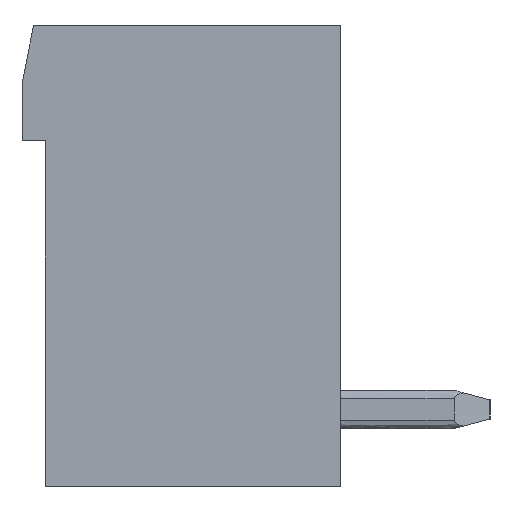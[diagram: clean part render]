
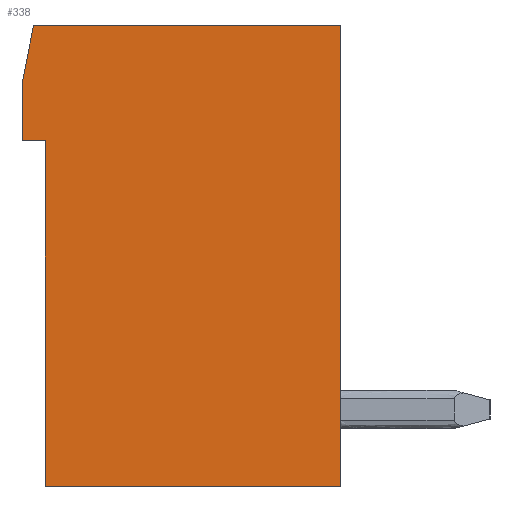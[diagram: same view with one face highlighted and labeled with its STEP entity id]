
A CAD part, left-side view. The second image highlights one B-rep face of the part: STEP entity #338.
In plain terms, the highlighted planar face has unit normal (-1, 0, 0).
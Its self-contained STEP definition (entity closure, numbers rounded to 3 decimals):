
#275=CARTESIAN_POINT('',(-30.48,0.,0.));
#276=DIRECTION('',(0.,0.,-1.));
#277=DIRECTION('',(-1.,-0.,-0.));
#278=AXIS2_PLACEMENT_3D('',#275,#277,#276);
#279=PLANE('',#278);
#280=CARTESIAN_POINT('',(-30.48,3.85,-4.5));
#281=VERTEX_POINT('',#280);
#282=CARTESIAN_POINT('',(-30.48,-3.85,-4.5));
#283=VERTEX_POINT('',#282);
#284=CARTESIAN_POINT('',(-30.48,3.85,-4.5));
#285=DIRECTION('',(0.,-1.,0.));
#286=VECTOR('',#285,7.7);
#287=LINE('',#284,#286);
#288=EDGE_CURVE('',#281,#283,#287,.T.);
#289=ORIENTED_EDGE('',*,*,#288,.T.);
#290=CARTESIAN_POINT('',(-30.48,-3.85,7.5));
#291=VERTEX_POINT('',#290);
#292=CARTESIAN_POINT('',(-30.48,-3.85,-4.5));
#293=DIRECTION('',(0.,0.,1.));
#294=VECTOR('',#293,12.);
#295=LINE('',#292,#294);
#296=EDGE_CURVE('',#283,#291,#295,.T.);
#297=ORIENTED_EDGE('',*,*,#296,.T.);
#298=CARTESIAN_POINT('',(-30.48,4.15,7.5));
#299=VERTEX_POINT('',#298);
#300=CARTESIAN_POINT('',(-30.48,-3.85,7.5));
#301=DIRECTION('',(0.,1.,0.));
#302=VECTOR('',#301,8.);
#303=LINE('',#300,#302);
#304=EDGE_CURVE('',#291,#299,#303,.T.);
#305=ORIENTED_EDGE('',*,*,#304,.T.);
#306=CARTESIAN_POINT('',(-30.48,4.45,6.));
#307=VERTEX_POINT('',#306);
#308=CARTESIAN_POINT('',(-30.48,4.15,7.5));
#309=DIRECTION('',(0.,0.196,-0.981));
#310=VECTOR('',#309,1.53);
#311=LINE('',#308,#310);
#312=EDGE_CURVE('',#299,#307,#311,.T.);
#313=ORIENTED_EDGE('',*,*,#312,.T.);
#314=CARTESIAN_POINT('',(-30.48,4.45,4.5));
#315=VERTEX_POINT('',#314);
#316=CARTESIAN_POINT('',(-30.48,4.45,6.));
#317=DIRECTION('',(0.,0.,-1.));
#318=VECTOR('',#317,1.5);
#319=LINE('',#316,#318);
#320=EDGE_CURVE('',#307,#315,#319,.T.);
#321=ORIENTED_EDGE('',*,*,#320,.T.);
#322=CARTESIAN_POINT('',(-30.48,3.85,4.5));
#323=VERTEX_POINT('',#322);
#324=CARTESIAN_POINT('',(-30.48,4.45,4.5));
#325=DIRECTION('',(0.,-1.,0.));
#326=VECTOR('',#325,0.6);
#327=LINE('',#324,#326);
#328=EDGE_CURVE('',#315,#323,#327,.T.);
#329=ORIENTED_EDGE('',*,*,#328,.T.);
#330=CARTESIAN_POINT('',(-30.48,3.85,4.5));
#331=DIRECTION('',(0.,0.,-1.));
#332=VECTOR('',#331,9.);
#333=LINE('',#330,#332);
#334=EDGE_CURVE('',#323,#281,#333,.T.);
#335=ORIENTED_EDGE('',*,*,#334,.T.);
#336=EDGE_LOOP('',(#289,#297,#305,#313,#321,#329,#335));
#337=FACE_OUTER_BOUND('',#336,.T.);
#338=ADVANCED_FACE('',(#337),#279,.T.);
